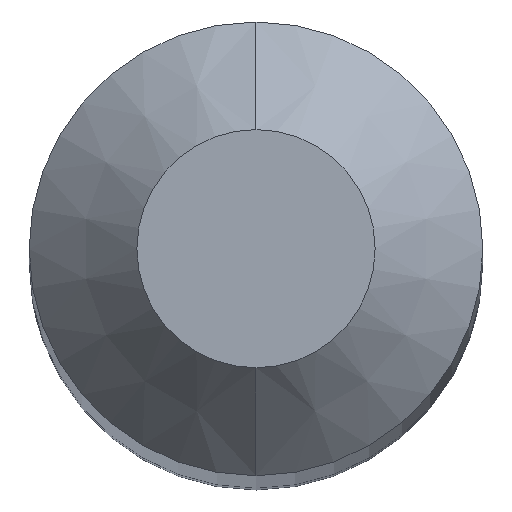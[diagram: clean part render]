
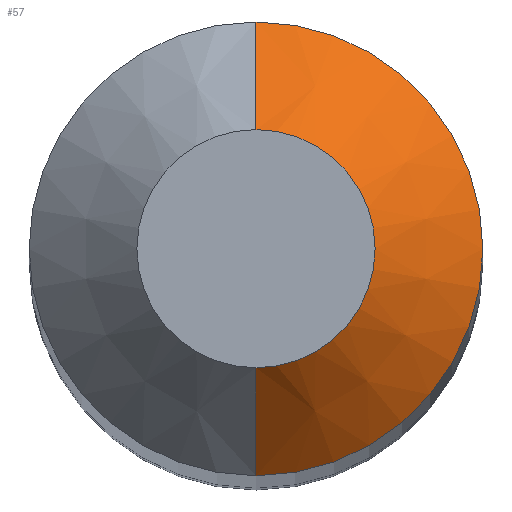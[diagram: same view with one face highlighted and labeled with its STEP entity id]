
A CAD part, top view. The second image highlights one B-rep face of the part: STEP entity #57.
In plain terms, the highlighted conical face has half-angle 45 degrees and reference radius 3.05 mm.
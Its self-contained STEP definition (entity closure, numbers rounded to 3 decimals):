
#57=ADVANCED_FACE('',(#110),#111,.T.);
#110=FACE_OUTER_BOUND('',#163,.T.);
#111=CONICAL_SURFACE('',#164,3.05,0.785);
#163=EDGE_LOOP('',(#227,#228,#229,#230));
#164=AXIS2_PLACEMENT_3D('',#231,#232,#233);
#227=ORIENTED_EDGE('',*,*,#286,.F.);
#228=ORIENTED_EDGE('',*,*,#287,.T.);
#229=ORIENTED_EDGE('',*,*,#288,.F.);
#230=ORIENTED_EDGE('',*,*,#282,.F.);
#231=CARTESIAN_POINT('',(0.,0.0,124.05));
#232=DIRECTION('',(0.,-0.0,-1.0));
#233=DIRECTION('',(0.0,1.0,0.0));
#282=EDGE_CURVE('',#319,#322,#323,.T.);
#286=EDGE_CURVE('',#328,#319,#329,.T.);
#287=EDGE_CURVE('',#328,#330,#331,.T.);
#288=EDGE_CURVE('',#322,#330,#332,.T.);
#319=VERTEX_POINT('',#363);
#322=VERTEX_POINT('',#367);
#323=CIRCLE('',#368,4.0);
#328=VERTEX_POINT('',#374);
#329=LINE('',#375,#376);
#330=VERTEX_POINT('',#377);
#331=CIRCLE('',#378,2.1);
#332=LINE('',#379,#380);
#363=CARTESIAN_POINT('',(0.,4.0,123.1));
#367=CARTESIAN_POINT('',(0.,-4.0,123.1));
#368=AXIS2_PLACEMENT_3D('',#412,#413,#414);
#374=CARTESIAN_POINT('',(0.,2.1,125.0));
#375=CARTESIAN_POINT('',(0.,3.05,124.05));
#376=VECTOR('',#419,1.0);
#377=CARTESIAN_POINT('',(0.,-2.1,125.0));
#378=AXIS2_PLACEMENT_3D('',#420,#421,#422);
#379=CARTESIAN_POINT('',(0.,-3.05,124.05));
#380=VECTOR('',#423,1.0);
#412=CARTESIAN_POINT('',(0.,0.0,123.1));
#413=DIRECTION('',(0.,0.0,-1.0));
#414=DIRECTION('',(0.0,1.0,0.0));
#419=DIRECTION('',(0.,0.707,-0.707));
#420=CARTESIAN_POINT('',(0.,0.0,125.0));
#421=DIRECTION('',(0.,0.0,-1.0));
#422=DIRECTION('',(0.0,1.0,0.0));
#423=DIRECTION('',(0.,0.707,0.707));
